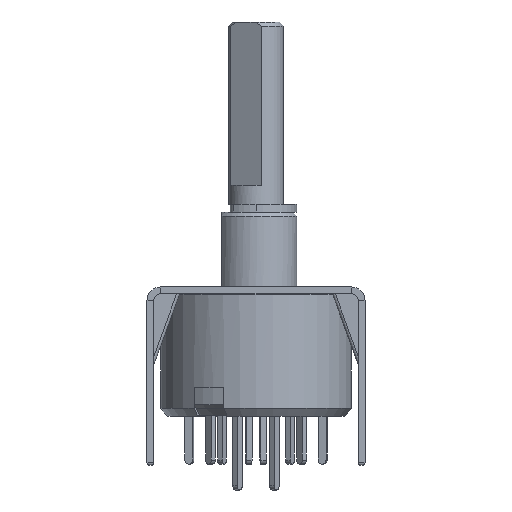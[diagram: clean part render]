
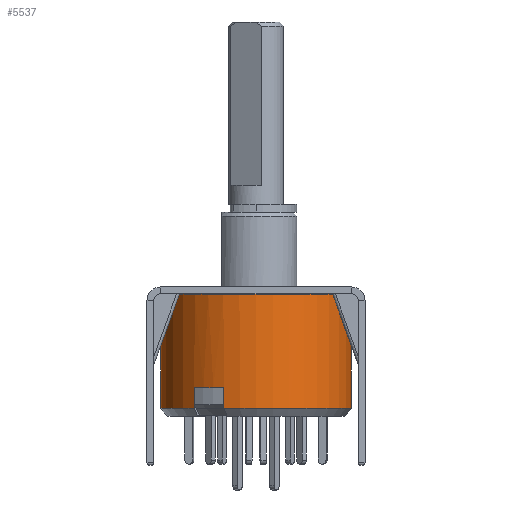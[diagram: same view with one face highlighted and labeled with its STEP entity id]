
A CAD part, front view. The second image highlights one B-rep face of the part: STEP entity #5537.
In plain terms, the highlighted cylindrical face has radius 7 mm (diameter 14 mm), a partial arc.
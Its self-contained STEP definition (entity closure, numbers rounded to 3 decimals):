
#20 = LINE ( 'NONE', #1823, #4806 ) ;
#99 = CARTESIAN_POINT ( 'NONE',  ( -7., 0., 9. ) ) ;
#495 = VERTEX_POINT ( 'NONE', #622 ) ;
#622 = CARTESIAN_POINT ( 'NONE',  ( -7., 0., 0.95 ) ) ;
#1088 = DIRECTION ( 'NONE',  ( 0., 0., -1. ) ) ;
#1105 = ORIENTED_EDGE ( 'NONE', *, *, #9178, .T. ) ;
#1124 = EDGE_CURVE ( 'NONE', #13404, #11903, #7107, .T. ) ;
#1272 = CIRCLE ( 'NONE', #1934, 7. ) ;
#1427 = ORIENTED_EDGE ( 'NONE', *, *, #13061, .F. ) ;
#1619 = VECTOR ( 'NONE', #1088, 1000. ) ;
#1645 = CARTESIAN_POINT ( 'NONE',  ( -4.526, -5.34, 9. ) ) ;
#1744 = DIRECTION ( 'NONE',  ( 1., 0., 0. ) ) ;
#1797 = DIRECTION ( 'NONE',  ( 0., 0., -1. ) ) ;
#1810 = CARTESIAN_POINT ( 'NONE',  ( -2.361, -6.59, -5.9 ) ) ;
#1823 = CARTESIAN_POINT ( 'NONE',  ( 7., 0., 9. ) ) ;
#1934 = AXIS2_PLACEMENT_3D ( 'NONE', #13665, #4953, #6053 ) ;
#1964 = CARTESIAN_POINT ( 'NONE',  ( 0., 0., -5.9 ) ) ;
#2481 = CARTESIAN_POINT ( 'NONE',  ( -7., 0., -7.4 ) ) ;
#2527 = CYLINDRICAL_SURFACE ( 'NONE', #9824, 7. ) ;
#2567 = CARTESIAN_POINT ( 'NONE',  ( 0., 0., 9. ) ) ;
#3424 = LINE ( 'NONE', #1645, #14039 ) ;
#3480 = DIRECTION ( 'NONE',  ( 0., 0., -1. ) ) ;
#3857 = EDGE_LOOP ( 'NONE', ( #1427, #6093, #1105, #4739, #5222, #4051, #7365, #8237 ) ) ;
#3912 = CARTESIAN_POINT ( 'NONE',  ( 0., 0., -7.4 ) ) ;
#3979 = CARTESIAN_POINT ( 'NONE',  ( 7., 0., -7.4 ) ) ;
#4051 = ORIENTED_EDGE ( 'NONE', *, *, #1124, .T. ) ;
#4489 = VECTOR ( 'NONE', #5905, 1000. ) ;
#4557 = EDGE_CURVE ( 'NONE', #11270, #11652, #7723, .T. ) ;
#4674 = DIRECTION ( 'NONE',  ( 0., 0., -1. ) ) ;
#4739 = ORIENTED_EDGE ( 'NONE', *, *, #6349, .F. ) ;
#4780 = AXIS2_PLACEMENT_3D ( 'NONE', #1964, #10542, #13847 ) ;
#4806 = VECTOR ( 'NONE', #6270, 1000. ) ;
#4953 = DIRECTION ( 'NONE',  ( 0., 0., -1. ) ) ;
#5222 = ORIENTED_EDGE ( 'NONE', *, *, #13885, .T. ) ;
#5275 = AXIS2_PLACEMENT_3D ( 'NONE', #3912, #1797, #1744 ) ;
#5537 = ADVANCED_FACE ( 'NONE', ( #13850 ), #2527, .T. ) ;
#5904 = AXIS2_PLACEMENT_3D ( 'NONE', #6598, #3480, #10008 ) ;
#5905 = DIRECTION ( 'NONE',  ( 0., 0., -1. ) ) ;
#5928 = DIRECTION ( 'NONE',  ( -1., 0., 0. ) ) ;
#6053 = DIRECTION ( 'NONE',  ( -1., 0., 0. ) ) ;
#6093 = ORIENTED_EDGE ( 'NONE', *, *, #10392, .T. ) ;
#6270 = DIRECTION ( 'NONE',  ( 0., 0., -1. ) ) ;
#6349 = EDGE_CURVE ( 'NONE', #13814, #11024, #7839, .T. ) ;
#6598 = CARTESIAN_POINT ( 'NONE',  ( 0., 0., -7.4 ) ) ;
#7107 = CIRCLE ( 'NONE', #4780, 7. ) ;
#7365 = ORIENTED_EDGE ( 'NONE', *, *, #12257, .T. ) ;
#7723 = CIRCLE ( 'NONE', #5904, 7. ) ;
#7839 = CIRCLE ( 'NONE', #5275, 7. ) ;
#8174 = DIRECTION ( 'NONE',  ( 0., 0., 1. ) ) ;
#8237 = ORIENTED_EDGE ( 'NONE', *, *, #4557, .F. ) ;
#8258 = CARTESIAN_POINT ( 'NONE',  ( 7., 0., 0.95 ) ) ;
#9178 = EDGE_CURVE ( 'NONE', #495, #11024, #10701, .T. ) ;
#9236 = CARTESIAN_POINT ( 'NONE',  ( -2.361, -6.59, 9. ) ) ;
#9824 = AXIS2_PLACEMENT_3D ( 'NONE', #2567, #4674, #5928 ) ;
#10008 = DIRECTION ( 'NONE',  ( 1., 0., 0. ) ) ;
#10392 = EDGE_CURVE ( 'NONE', #11135, #495, #1272, .T. ) ;
#10542 = DIRECTION ( 'NONE',  ( 0., 0., 1. ) ) ;
#10701 = LINE ( 'NONE', #99, #1619 ) ;
#11024 = VERTEX_POINT ( 'NONE', #2481 ) ;
#11135 = VERTEX_POINT ( 'NONE', #8258 ) ;
#11270 = VERTEX_POINT ( 'NONE', #3979 ) ;
#11477 = CARTESIAN_POINT ( 'NONE',  ( -2.361, -6.59, -7.4 ) ) ;
#11652 = VERTEX_POINT ( 'NONE', #11477 ) ;
#11756 = CARTESIAN_POINT ( 'NONE',  ( -4.526, -5.34, -5.9 ) ) ;
#11903 = VERTEX_POINT ( 'NONE', #1810 ) ;
#12257 = EDGE_CURVE ( 'NONE', #11903, #11652, #12356, .T. ) ;
#12356 = LINE ( 'NONE', #9236, #4489 ) ;
#12605 = CARTESIAN_POINT ( 'NONE',  ( -4.526, -5.34, -7.4 ) ) ;
#13061 = EDGE_CURVE ( 'NONE', #11135, #11270, #20, .T. ) ;
#13404 = VERTEX_POINT ( 'NONE', #11756 ) ;
#13665 = CARTESIAN_POINT ( 'NONE',  ( 0., 0., 0.95 ) ) ;
#13814 = VERTEX_POINT ( 'NONE', #12605 ) ;
#13847 = DIRECTION ( 'NONE',  ( -1., 0., 0. ) ) ;
#13850 = FACE_OUTER_BOUND ( 'NONE', #3857, .T. ) ;
#13885 = EDGE_CURVE ( 'NONE', #13814, #13404, #3424, .T. ) ;
#14039 = VECTOR ( 'NONE', #8174, 1000. ) ;
